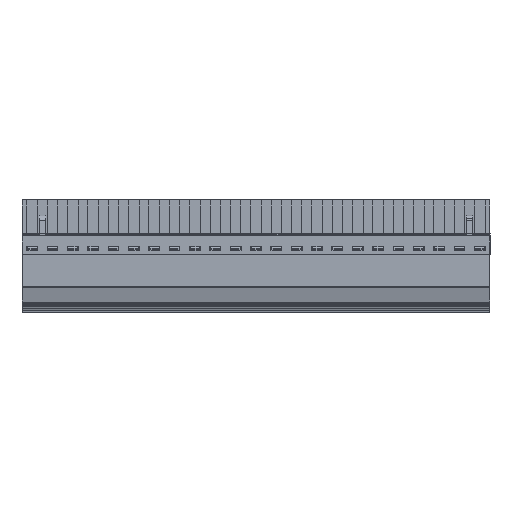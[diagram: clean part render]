
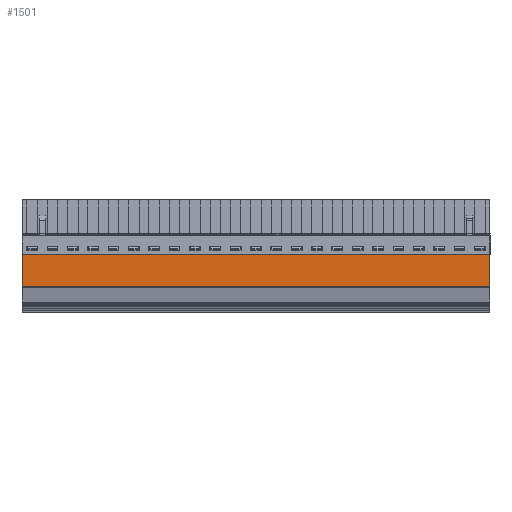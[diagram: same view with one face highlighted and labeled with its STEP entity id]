
A CAD part, front view. The second image highlights one B-rep face of the part: STEP entity #1501.
In plain terms, the highlighted planar face has unit normal (0, -1, 0).
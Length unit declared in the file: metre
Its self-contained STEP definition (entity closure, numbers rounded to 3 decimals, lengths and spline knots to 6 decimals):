
#1501=ADVANCED_FACE('',(#4238),#4239,.T.);
#4238=FACE_OUTER_BOUND('',#8524,.T.);
#4239=PLANE('',#8525);
#8524=EDGE_LOOP('',(#13189,#13190,#13191,#13192,#13193,#13194,#13195,#13196,#13197,#13198));
#8525=AXIS2_PLACEMENT_3D('',#13199,#13200,#13201);
#13189=ORIENTED_EDGE('',*,*,#24067,.T.);
#13190=ORIENTED_EDGE('',*,*,#24104,.T.);
#13191=ORIENTED_EDGE('',*,*,#24105,.F.);
#13192=ORIENTED_EDGE('',*,*,#24106,.T.);
#13193=ORIENTED_EDGE('',*,*,#24107,.T.);
#13194=ORIENTED_EDGE('',*,*,#24108,.T.);
#13195=ORIENTED_EDGE('',*,*,#24109,.F.);
#13196=ORIENTED_EDGE('',*,*,#23960,.F.);
#13197=ORIENTED_EDGE('',*,*,#23955,.T.);
#13198=ORIENTED_EDGE('',*,*,#24110,.T.);
#13199=CARTESIAN_POINT('',(-0.02695,-0.035437,-0.075199));
#13200=DIRECTION('',(0.,-1.0,0.));
#13201=DIRECTION('',(0.,0.,1.0));
#23955=EDGE_CURVE('',#28394,#28392,#28395,.T.);
#23960=EDGE_CURVE('',#28394,#28401,#28402,.T.);
#24067=EDGE_CURVE('',#28566,#28564,#28567,.T.);
#24104=EDGE_CURVE('',#28564,#28624,#28625,.T.);
#24105=EDGE_CURVE('',#28626,#28624,#28627,.T.);
#24106=EDGE_CURVE('',#28626,#28628,#28629,.T.);
#24107=EDGE_CURVE('',#28628,#28630,#28631,.T.);
#24108=EDGE_CURVE('',#28630,#28632,#28633,.T.);
#24109=EDGE_CURVE('',#28401,#28632,#28634,.T.);
#24110=EDGE_CURVE('',#28392,#28566,#28635,.T.);
#28392=VERTEX_POINT('',#34864);
#28394=VERTEX_POINT('',#34867);
#28395=LINE('',#34868,#34869);
#28401=VERTEX_POINT('',#34878);
#28402=LINE('',#34879,#34880);
#28564=VERTEX_POINT('',#35101);
#28566=VERTEX_POINT('',#35104);
#28567=LINE('',#35105,#35106);
#28624=VERTEX_POINT('',#35170);
#28625=LINE('',#35171,#35172);
#28626=VERTEX_POINT('',#35173);
#28627=LINE('',#35174,#35175);
#28628=VERTEX_POINT('',#35176);
#28629=LINE('',#35177,#35178);
#28630=VERTEX_POINT('',#35179);
#28631=LINE('',#35180,#35181);
#28632=VERTEX_POINT('',#35182);
#28633=LINE('',#35183,#35184);
#28634=LINE('',#35185,#35186);
#28635=LINE('',#35187,#35188);
#34864=CARTESIAN_POINT('',(-0.02695,-0.035437,-0.064424));
#34867=CARTESIAN_POINT('',(-0.026946,-0.035437,-0.064424));
#34868=CARTESIAN_POINT('',(-0.02695,-0.035437,-0.064424));
#34869=VECTOR('',#43892,1.0);
#34878=CARTESIAN_POINT('',(-0.026946,-0.035437,-0.067526));
#34879=CARTESIAN_POINT('',(-0.026946,-0.035437,-0.075199));
#34880=VECTOR('',#43896,1.0);
#35101=CARTESIAN_POINT('',(0.088052,-0.035437,-0.076626));
#35104=CARTESIAN_POINT('',(-0.02695,-0.035437,-0.076626));
#35105=CARTESIAN_POINT('',(0.037814,-0.035437,-0.076626));
#35106=VECTOR('',#44017,1.0);
#35170=CARTESIAN_POINT('',(0.088052,-0.035437,-0.067526));
#35171=CARTESIAN_POINT('',(0.088052,-0.035437,-0.075199));
#35172=VECTOR('',#44073,1.0);
#35173=CARTESIAN_POINT('',(0.086947,-0.035437,-0.067526));
#35174=CARTESIAN_POINT('',(0.00805,-0.035437,-0.067526));
#35175=VECTOR('',#44074,1.0);
#35176=CARTESIAN_POINT('',(0.086947,-0.035437,-0.068613));
#35177=CARTESIAN_POINT('',(0.086947,-0.035437,-0.075199));
#35178=VECTOR('',#44075,1.0);
#35179=CARTESIAN_POINT('',(-0.025847,-0.035437,-0.068613));
#35180=CARTESIAN_POINT('',(-0.02695,-0.035437,-0.068613));
#35181=VECTOR('',#44076,1.0);
#35182=CARTESIAN_POINT('',(-0.025847,-0.035437,-0.067526));
#35183=CARTESIAN_POINT('',(-0.025847,-0.035437,-0.075199));
#35184=VECTOR('',#44077,1.0);
#35185=CARTESIAN_POINT('',(-0.02695,-0.035437,-0.067526));
#35186=VECTOR('',#44078,1.0);
#35187=CARTESIAN_POINT('',(-0.02695,-0.035437,-0.075199));
#35188=VECTOR('',#44079,1.0);
#43892=DIRECTION('',(-1.0,0.,0.));
#43896=DIRECTION('',(0.,0.,-1.0));
#44017=DIRECTION('',(1.0,0.,0.));
#44073=DIRECTION('',(0.,0.,1.0));
#44074=DIRECTION('',(1.0,0.,0.));
#44075=DIRECTION('',(0.,0.,-1.0));
#44076=DIRECTION('',(-1.0,0.,0.));
#44077=DIRECTION('',(0.,0.,1.0));
#44078=DIRECTION('',(1.0,0.,0.));
#44079=DIRECTION('',(0.,0.,-1.0));
